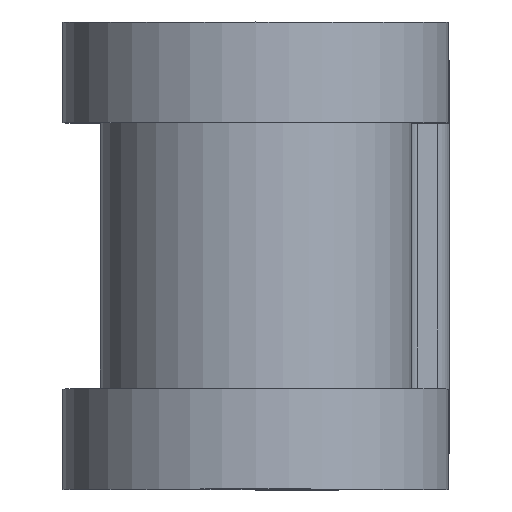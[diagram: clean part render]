
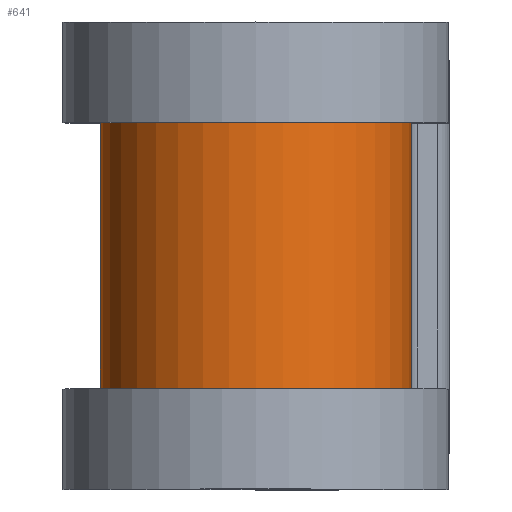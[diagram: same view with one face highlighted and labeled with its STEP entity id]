
A CAD part, top view. The second image highlights one B-rep face of the part: STEP entity #641.
In plain terms, the highlighted cylindrical face has radius 6.299 mm (diameter 12.598 mm), a partial arc.
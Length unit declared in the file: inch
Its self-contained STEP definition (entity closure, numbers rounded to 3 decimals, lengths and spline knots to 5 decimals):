
#102 = VERTEX_POINT ( 'NONE', #1032 ) ;
#145 = CARTESIAN_POINT ( 'NONE',  ( 0.248, 0.3125, 0.312 ) ) ;
#155 = DIRECTION ( 'NONE',  ( 0., -1., 0. ) ) ;
#163 = VERTEX_POINT ( 'NONE', #1990 ) ;
#179 = LINE ( 'NONE', #145, #969 ) ;
#263 = VERTEX_POINT ( 'NONE', #1511 ) ;
#296 = ORIENTED_EDGE ( 'NONE', *, *, #1959, .F. ) ;
#331 = DIRECTION ( 'NONE',  ( 0., -1., 0. ) ) ;
#367 = CARTESIAN_POINT ( 'NONE',  ( 0.248, -0.2125, 0.312 ) ) ;
#393 = EDGE_LOOP ( 'NONE', ( #549, #831, #1255, #296 ) ) ;
#436 = AXIS2_PLACEMENT_3D ( 'NONE', #2022, #1696, #1855 ) ;
#469 = AXIS2_PLACEMENT_3D ( 'NONE', #1778, #820, #1945 ) ;
#546 = CIRCLE ( 'NONE', #590, 0.248 ) ;
#549 = ORIENTED_EDGE ( 'NONE', *, *, #1939, .F. ) ;
#590 = AXIS2_PLACEMENT_3D ( 'NONE', #1148, #155, #1302 ) ;
#641 = ADVANCED_FACE ( 'NONE', ( #1149 ), #1518, .T. ) ;
#820 = DIRECTION ( 'NONE',  ( 0., -1., 0. ) ) ;
#831 = ORIENTED_EDGE ( 'NONE', *, *, #1955, .T. ) ;
#969 = VECTOR ( 'NONE', #331, 39.37008 ) ;
#1023 = VECTOR ( 'NONE', #1607, 39.37008 ) ;
#1032 = CARTESIAN_POINT ( 'NONE',  ( -0.248, -0.2125, 0.312 ) ) ;
#1148 = CARTESIAN_POINT ( 'NONE',  ( 0., -0.2125, 0.312 ) ) ;
#1149 = FACE_OUTER_BOUND ( 'NONE', #393, .T. ) ;
#1184 = VERTEX_POINT ( 'NONE', #367 ) ;
#1255 = ORIENTED_EDGE ( 'NONE', *, *, #1921, .T. ) ;
#1302 = DIRECTION ( 'NONE',  ( 0., 0., -1. ) ) ;
#1436 = LINE ( 'NONE', #1760, #1023 ) ;
#1511 = CARTESIAN_POINT ( 'NONE',  ( 0.248, 0.2125, 0.312 ) ) ;
#1518 = CYLINDRICAL_SURFACE ( 'NONE', #436, 0.248 ) ;
#1607 = DIRECTION ( 'NONE',  ( 0., -1., 0. ) ) ;
#1696 = DIRECTION ( 'NONE',  ( 0., -1., 0. ) ) ;
#1760 = CARTESIAN_POINT ( 'NONE',  ( -0.248, 0.3125, 0.312 ) ) ;
#1778 = CARTESIAN_POINT ( 'NONE',  ( 0., 0.2125, 0.312 ) ) ;
#1810 = CIRCLE ( 'NONE', #469, 0.248 ) ;
#1855 = DIRECTION ( 'NONE',  ( 0., 0., -1. ) ) ;
#1921 = EDGE_CURVE ( 'NONE', #163, #102, #1436, .T. ) ;
#1939 = EDGE_CURVE ( 'NONE', #263, #1184, #179, .T. ) ;
#1945 = DIRECTION ( 'NONE',  ( 0., 0., -1. ) ) ;
#1955 = EDGE_CURVE ( 'NONE', #263, #163, #1810, .T. ) ;
#1959 = EDGE_CURVE ( 'NONE', #1184, #102, #546, .T. ) ;
#1990 = CARTESIAN_POINT ( 'NONE',  ( -0.248, 0.2125, 0.312 ) ) ;
#2022 = CARTESIAN_POINT ( 'NONE',  ( 0., 0.3125, 0.312 ) ) ;
